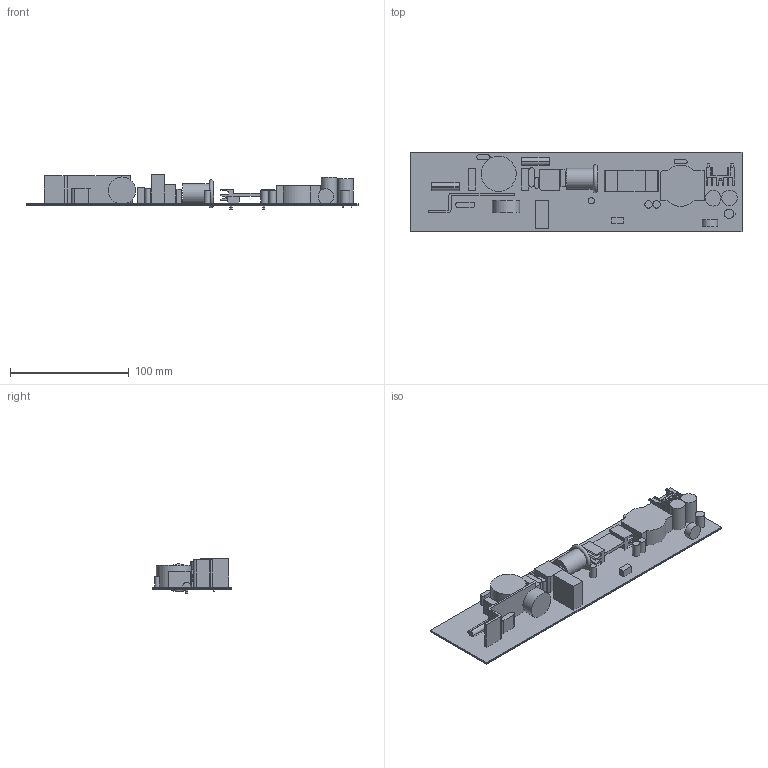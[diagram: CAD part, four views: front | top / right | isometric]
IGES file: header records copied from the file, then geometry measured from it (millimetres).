
Start section: DesignModeler IGES Output Version 5.3
Global section: file name: Trial 1.igs; native system: By Siemens PLM Incorporated; preprocessor: XPlus GENERIC/IGES 21.0.47; author: SAM; organization:  ; date: 20191115.155555; units: metre
Bounding box: 280 x 67 x 29.32 mm (x, y, z)
Volume: 111864.7 mm3; surface area: 114425.8 mm2
Topology: 34 solids, 34 shells, 271 faces, 619 edges, 420 vertices
Faces by surface type: plane 196, cylinder 73, torus 1, revolution 1
Full cylindrical faces by diameter (mm): 0.8 x3, 2 x6, 2.5 x1, 5.2 x1, 6.3 x2, 8.001 x1, 13 x1, 13.2 x2, 17.5 x2, 23 x1, 29.6 x1
